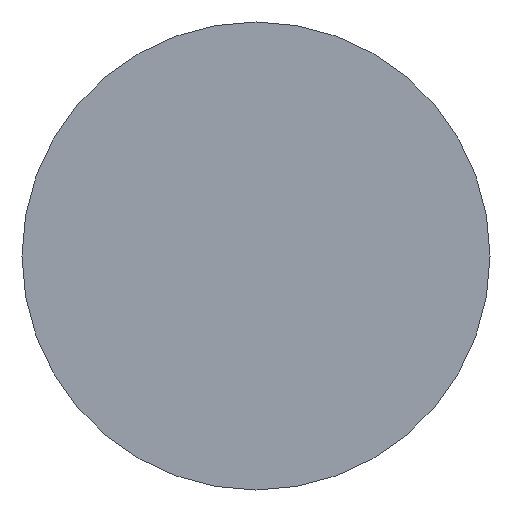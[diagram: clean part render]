
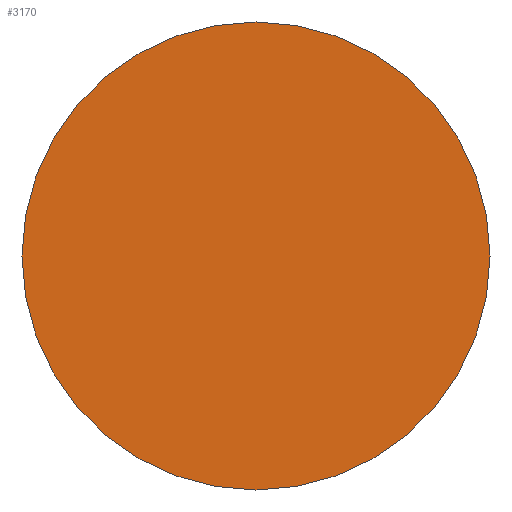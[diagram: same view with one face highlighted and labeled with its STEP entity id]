
A CAD part, front view. The second image highlights one B-rep face of the part: STEP entity #3170.
In plain terms, the highlighted planar face has unit normal (0, -1, 0).
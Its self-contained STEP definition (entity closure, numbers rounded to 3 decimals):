
#20=PLANE('',#3363);
#192=FACE_OUTER_BOUND('',#362,.T.);
#362=EDGE_LOOP('',(#2811));
#385=CIRCLE('',#3362,25.);
#1357=VERTEX_POINT('',#13840);
#1845=EDGE_CURVE('',#1357,#1357,#385,.T.);
#2811=ORIENTED_EDGE('',*,*,#1845,.T.);
#3170=ADVANCED_FACE('',(#192),#20,.F.);
#3362=AXIS2_PLACEMENT_3D('',#13841,#3864,#3865);
#3363=AXIS2_PLACEMENT_3D('',#13843,#3867,#3868);
#3864=DIRECTION('center_axis',(0.,-1.,0.));
#3865=DIRECTION('ref_axis',(1.,0.,0.));
#3867=DIRECTION('center_axis',(0.,1.,0.));
#3868=DIRECTION('ref_axis',(-1.,0.,0.));
#13840=CARTESIAN_POINT('',(-25.,0.,0.));
#13841=CARTESIAN_POINT('Origin',(0.,0.,
0.));
#13843=CARTESIAN_POINT('Origin',(-25.,0.,0.));
